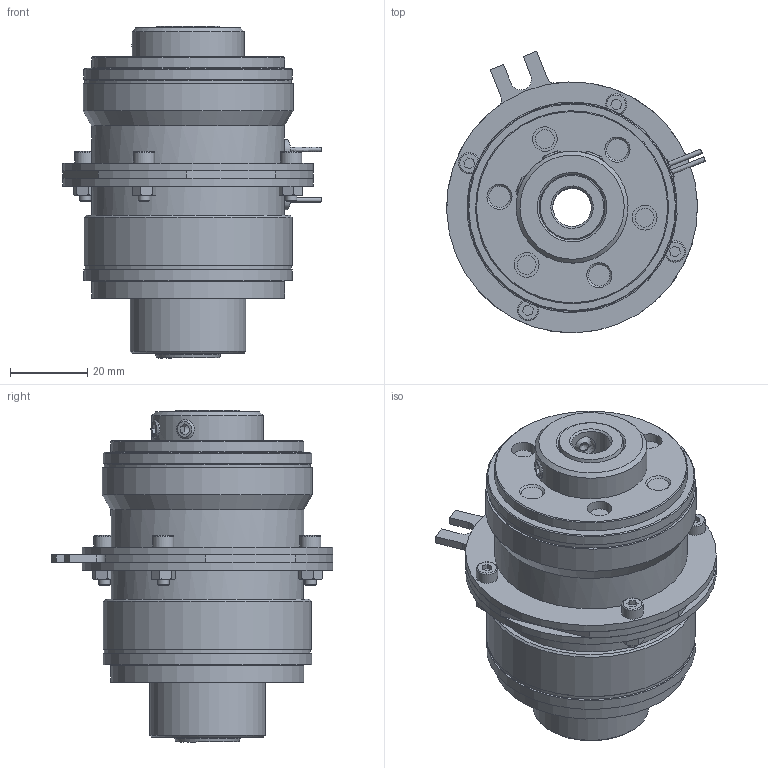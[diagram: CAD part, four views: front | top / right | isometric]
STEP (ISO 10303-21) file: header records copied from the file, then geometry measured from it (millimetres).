
FILE_DESCRIPTION((''),'2;1');
FILE_NAME('14.200.05.111-002 3D 10 mm.stp','2008-04-01T11:28:47',('schttelndreier'),(''),'Autodesk Inventor 2008','Autodesk Inventor 2008','');
FILE_SCHEMA(('AUTOMOTIVE_DESIGN { 1 0 10303 214 1 1 1 1 }'));
Length unit declared in the file: millimetre
Products named in the file (40): 14.200.--.111 Katalog; 14.200.05.001-001_2; 14.100.05.003-001_2; 14.100.05.993-001_2; 14.102.05-53.002; Niet1; 14.200.05.993-001_2; Niet2; DIN 916  (Regelgewinde) M5  x  6; DIN 916  (Regelgewinde) M5  x  10; 14.200.05.990-035 Katalog; 14.100.05.010-001 dxf KBK Katalog; 14.100.05.992-300 dxf; 14.100.05.992-001 dxf_2; Spritzmasse; Reibbelag_05 dxf; Kupplungs-Brems-Magnetteil KBK Katalog; 14.110.05.100-001 dxf; 14.100.05.994-105 dxf; 14.110.05.991-001 dxf; Spule_05 dxf; Masse Bremse 05; 14.100.05.100-001 dxf; 14.100.05.991-001 dxf; 14.200.05.990-019; Schraube M3x10 DIN EN ISO 4762; Mutter DIN EN 24 032 M3; 14.200.05.001-011; 14.200.05.993-006; DIN 625 SKF SKF 61803-2RZ; 14.100.05.003-001; 14.100.05.993-001; V-Ring_Bohrung 26x1,2; 14.200.05.990-038; Niet 05 KBK Kugellager; DIN 988 17x22x0,1; DIN 988 17x22x0,2; Seeger A17x1; DIN 988 17 x 24 x 0; DIN 988 17 x 24 x 0,1
Assembly tree (61 placements, depth 4):
  14.200.--.111 Katalog
    14.200.05.001-001_2
      14.100.05.003-001_2
        14.100.05.993-001_2
        14.102.05-53.002
        Niet1  x3
      14.200.05.993-001_2
      Niet2  x3
      DIN 916  (Regelgewinde) M5  x  6
      DIN 916  (Regelgewinde) M5  x  10  x2
    14.200.05.990-035 Katalog
    14.100.05.010-001 dxf KBK Katalog
      14.100.05.992-300 dxf
      14.100.05.992-001 dxf_2
      Spritzmasse
      Reibbelag_05 dxf
    Kupplungs-Brems-Magnetteil KBK Katalog
      14.110.05.100-001 dxf
        14.100.05.994-105 dxf
        14.110.05.991-001 dxf
        Spule_05 dxf
        Reibbelag_05 dxf
        Masse Bremse 05
      14.100.05.100-001 dxf
        14.100.05.994-105 dxf
        14.100.05.991-001 dxf
        Spule_05 dxf
      14.200.05.990-019
      Schraube M3x10 DIN EN ISO 4762  x4
      Mutter DIN EN 24 032 M3  x4
    14.200.05.001-011
      14.200.05.993-006
      DIN 625 SKF SKF 61803-2RZ  x2
      14.100.05.003-001
        14.100.05.993-001
        14.102.05-53.002
        Niet1  x3
      V-Ring_Bohrung 26x1,2
      14.200.05.990-038
      Niet 05 KBK Kugellager  x3
    DIN 988 17x22x0,1
    DIN 988 17x22x0,2
    Seeger A17x1
    14.200.05.990-038
    DIN 988 17 x 24 x 0
    DIN 988 17 x 24 x 0,1
Bounding box: 67.02 x 72.98 x 86 mm (x, y, z)
Volume: 129284.3 mm3; surface area: 115244.5 mm2
Topology: 53 solids, 53 shells, 711 faces, 1697 edges, 1088 vertices
Faces by surface type: plane 270, cylinder 199, cone 107, torus 62, bspline 49, sphere 24
Full cylindrical faces by diameter (mm): 1.2 x2, 1.3 x1, 1.5 x1, 3 x4, 3.1 x30, 3.4 x12, 4 x2, 4.861 x6, 4.989 x3, 5 x8, 5.5 x4, 6.5 x6, 10 x2, 13 x1, 16.2 x1, 17 x11, 17.1 x2, 19.88 x4, 20 x2, 22 x2, 23.12 x4, 24 x4, 25.5 x1, 25.78 x1, 26 x6, 27.2 x1, 29 x3, 30 x3, 31.25 x4, 33 x1
Entity records: 15687 total; most frequent: CARTESIAN_POINT 5125, DIRECTION 2074, ORIENTED_EDGE 1568, AXIS2_PLACEMENT_3D 949, EDGE_LOOP 823, EDGE_CURVE 784, VERTEX_POINT 619, CIRCLE 453
